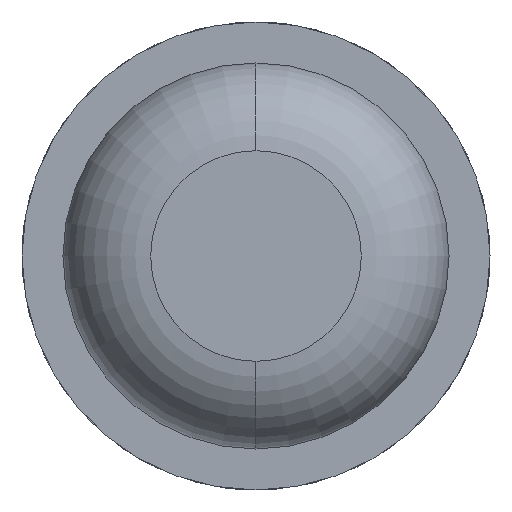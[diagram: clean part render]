
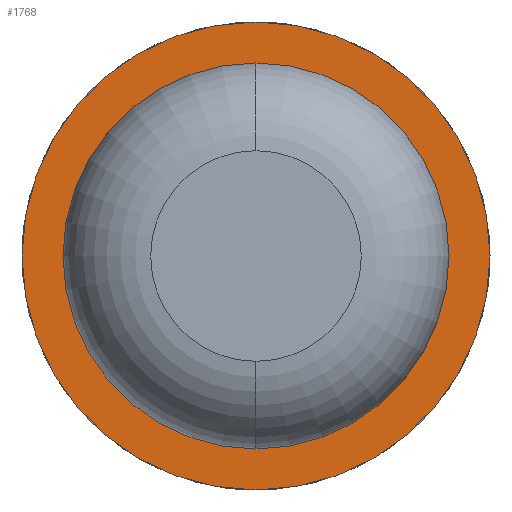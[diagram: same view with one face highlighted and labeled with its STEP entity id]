
A CAD part, front view. The second image highlights one B-rep face of the part: STEP entity #1768.
In plain terms, the highlighted planar face has unit normal (0, -1, 0).
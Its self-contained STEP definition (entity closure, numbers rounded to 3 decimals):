
#11 = CARTESIAN_POINT ( 'NONE',  ( 0., -9., 0. ) ) ;
#28 = DIRECTION ( 'NONE',  ( -1., 0., 0. ) ) ;
#352 = FACE_OUTER_BOUND ( 'NONE', #3699, .T. ) ;
#530 = ORIENTED_EDGE ( 'NONE', *, *, #1443, .T. ) ;
#610 = DIRECTION ( 'NONE',  ( 0., 1., 0. ) ) ;
#624 = DIRECTION ( 'NONE',  ( -1., 0., 0. ) ) ;
#843 = ORIENTED_EDGE ( 'NONE', *, *, #3531, .F. ) ;
#959 = CIRCLE ( 'NONE', #2136, 0.825 ) ;
#1202 = VERTEX_POINT ( 'NONE', #3230 ) ;
#1230 = CARTESIAN_POINT ( 'NONE',  ( 0., -9., 0. ) ) ;
#1250 = VERTEX_POINT ( 'NONE', #1301 ) ;
#1263 = CARTESIAN_POINT ( 'NONE',  ( 1., -9., 0. ) ) ;
#1279 = CARTESIAN_POINT ( 'NONE',  ( -1., -9., 0. ) ) ;
#1280 = CIRCLE ( 'NONE', #2667, 1. ) ;
#1301 = CARTESIAN_POINT ( 'NONE',  ( 0., -9., -0.825 ) ) ;
#1443 = EDGE_CURVE ( 'Defeature ausgef�hrt1_4+Defeature ausgef�hrt1_0+Defeature ausgef�hrt1_0+Defeature ausgef�hrt1_0', #1250, #1202, #2960, .T. ) ;
#1606 = PLANE ( 'NONE',  #2866 ) ;
#1710 = ORIENTED_EDGE ( 'NONE', *, *, #3205, .T. ) ;
#1768 = ADVANCED_FACE ( 'Defeature ausgef�hrt1_4', ( #352, #3006 ), #1606, .F. ) ;
#2136 = AXIS2_PLACEMENT_3D ( 'NONE', #2230, #2850, #2267 ) ;
#2213 = EDGE_LOOP ( 'NONE', ( #1710, #530 ) ) ;
#2230 = CARTESIAN_POINT ( 'NONE',  ( 0., -9., 0. ) ) ;
#2267 = DIRECTION ( 'NONE',  ( -1., 0., 0. ) ) ;
#2435 = VERTEX_POINT ( 'NONE', #1263 ) ;
#2463 = VERTEX_POINT ( 'NONE', #1279 ) ;
#2655 = ORIENTED_EDGE ( 'NONE', *, *, #3506, .F. ) ;
#2667 = AXIS2_PLACEMENT_3D ( 'NONE', #11, #3638, #624 ) ;
#2725 = DIRECTION ( 'NONE',  ( 0., 1., 0. ) ) ;
#2850 = DIRECTION ( 'NONE',  ( 0., 1., 0. ) ) ;
#2866 = AXIS2_PLACEMENT_3D ( 'NONE', #3727, #3402, #28 ) ;
#2960 = CIRCLE ( 'NONE', #3222, 0.825 ) ;
#3006 = FACE_BOUND ( 'NONE', #2213, .T. ) ;
#3011 = CARTESIAN_POINT ( 'NONE',  ( 0., -9., 0. ) ) ;
#3035 = CIRCLE ( 'NONE', #3890, 1. ) ;
#3205 = EDGE_CURVE ( 'Defeature ausgef�hrt1_4+Defeature ausgef�hrt1_0+Defeature ausgef�hrt1_0+Defeature ausgef�hrt1_0', #1202, #1250, #959, .T. ) ;
#3222 = AXIS2_PLACEMENT_3D ( 'NONE', #3011, #610, #3323 ) ;
#3230 = CARTESIAN_POINT ( 'NONE',  ( 0., -9., 0.825 ) ) ;
#3323 = DIRECTION ( 'NONE',  ( -1., 0., 0. ) ) ;
#3402 = DIRECTION ( 'NONE',  ( 0., 1., 0. ) ) ;
#3506 = EDGE_CURVE ( 'Defeature ausgef�hrt1_5+Defeature ausgef�hrt1_4+Defeature ausgef�hrt1_4+Defeature ausgef�hrt1_4', #2435, #2463, #1280, .T. ) ;
#3531 = EDGE_CURVE ( 'Defeature ausgef�hrt1_5+Defeature ausgef�hrt1_4+Defeature ausgef�hrt1_4+Defeature ausgef�hrt1_4', #2463, #2435, #3035, .T. ) ;
#3638 = DIRECTION ( 'NONE',  ( 0., 1., 0. ) ) ;
#3691 = DIRECTION ( 'NONE',  ( -1., 0., 0. ) ) ;
#3699 = EDGE_LOOP ( 'NONE', ( #843, #2655 ) ) ;
#3727 = CARTESIAN_POINT ( 'NONE',  ( 0.825, -9., 0. ) ) ;
#3890 = AXIS2_PLACEMENT_3D ( 'NONE', #1230, #2725, #3691 ) ;
